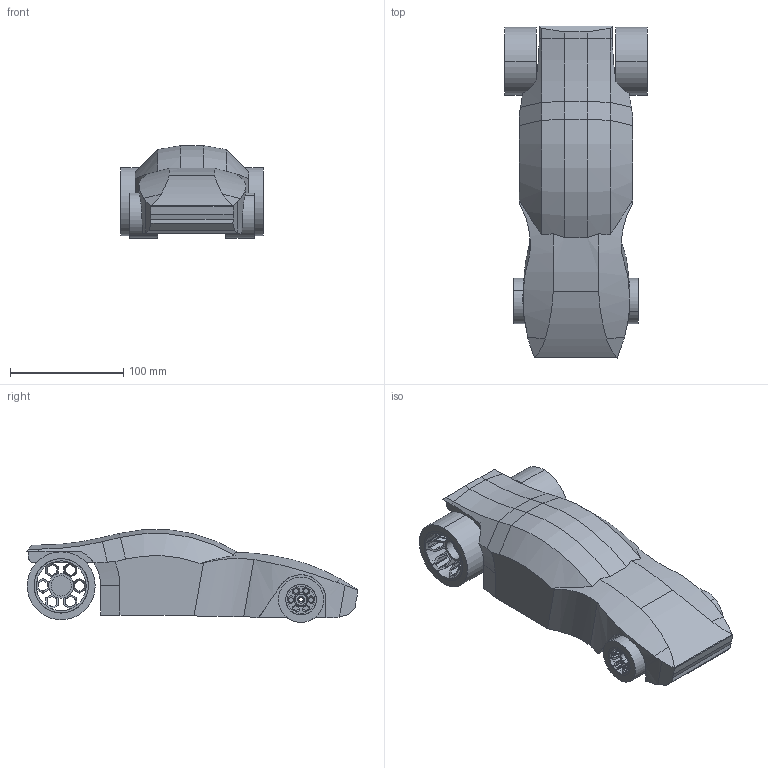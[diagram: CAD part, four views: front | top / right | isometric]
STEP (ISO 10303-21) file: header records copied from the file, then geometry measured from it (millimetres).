
FILE_DESCRIPTION(('CAx-IF Rec.Pracs.---Model Styling and Organization---1.2---2011-12-15','CAx-IF Rec.Pracs.---Geometric and Assembly Validation Properties---4.1---2014-06-16','CAx-IF Rec.Pracs.---PMI Polyline Presentation---2.0---2013-05-24'),'2;1');
FILE_NAME('Electra-car-mm.stp','2017-04-25T08:09:58+08:00',('HyperWorksVersion-14.0.0.88'),(''),'STEP Interface 4.0 Sp3 by CT CoreTechnologie','3D_Kernel_IO4.0 Sp3 by CT CoreTechnologie','');
FILE_SCHEMA(('AUTOMOTIVE_DESIGN { 1 0 10303 214 1 1 1 1 }'));
Length unit declared in the file: millimetre
Products named in the file (1): Electra-car-mm
Bounding box: 125.8 x 293.07 x 81.82 mm (x, y, z)
Volume: 1296486.7 mm3; surface area: 176209.3 mm2
Topology: 9 solids, 9 shells, 881 faces, 2445 edges, 1600 vertices
Faces by surface type: cylinder 453, plane 356, bspline 72
Entity records: 52240 total; most frequent: CARTESIAN_POINT 13251, ORIENTED_EDGE 4890, DIRECTION 4865, EDGE_CURVE 2445, AXIS2_PLACEMENT_3D 1814, PROPERTY_DEFINITION 1780, VERTEX_POINT 1600, VECTOR 1237
